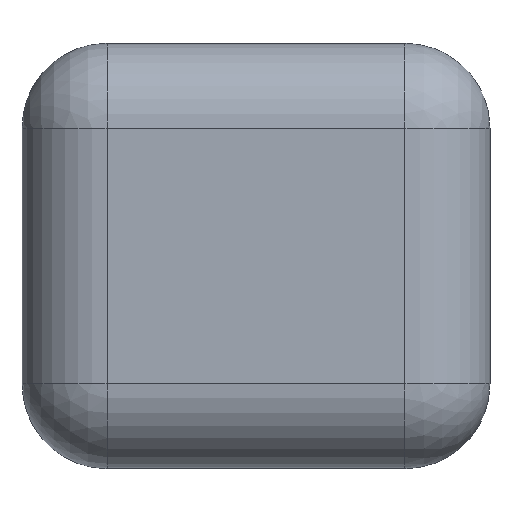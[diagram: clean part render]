
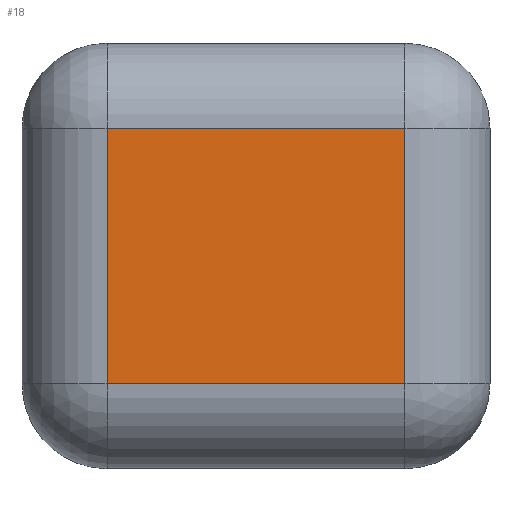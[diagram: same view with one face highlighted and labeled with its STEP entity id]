
A CAD part, left-side view. The second image highlights one B-rep face of the part: STEP entity #18.
In plain terms, the highlighted planar face has unit normal (-1, 0, 0).
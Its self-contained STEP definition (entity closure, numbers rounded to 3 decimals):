
#12 = ORIENTED_EDGE ( 'NONE', *, *, #182, .T. ) ;
#14 = EDGE_LOOP ( 'NONE', ( #12, #185, #188, #28 ) ) ;
#18 = ADVANCED_FACE ( 'NONE', ( #409 ), #390, .F. ) ;
#28 = ORIENTED_EDGE ( 'NONE', *, *, #29, .T. ) ;
#29 = EDGE_CURVE ( 'NONE', #30, #183, #471, .T. ) ;
#30 = VERTEX_POINT ( 'NONE', #467 ) ;
#182 = EDGE_CURVE ( 'NONE', #183, #184, #950, .T. ) ;
#183 = VERTEX_POINT ( 'NONE', #946 ) ;
#184 = VERTEX_POINT ( 'NONE', #945 ) ;
#185 = ORIENTED_EDGE ( 'NONE', *, *, #186, .T. ) ;
#186 = EDGE_CURVE ( 'NONE', #184, #187, #944, .T. ) ;
#187 = VERTEX_POINT ( 'NONE', #940 ) ;
#188 = ORIENTED_EDGE ( 'NONE', *, *, #1672, .T. ) ;
#390 = PLANE ( 'NONE',  #441 ) ;
#409 = FACE_OUTER_BOUND ( 'NONE', #14, .T. ) ;
#438 = DIRECTION ( 'NONE',  ( 0., 0., -1. ) ) ;
#439 = DIRECTION ( 'NONE',  ( 1., 0., 0. ) ) ;
#440 = CARTESIAN_POINT ( 'NONE',  ( -0.5, 0.55, 0.25 ) ) ;
#441 = AXIS2_PLACEMENT_3D ( 'NONE', #440, #439, #438 ) ;
#467 = CARTESIAN_POINT ( 'NONE',  ( -0.5, 0.1, -0.15 ) ) ;
#468 = DIRECTION ( 'NONE',  ( 0., 0., 1. ) ) ;
#469 = VECTOR ( 'NONE', #468, 1000. ) ;
#470 = CARTESIAN_POINT ( 'NONE',  ( -0.5, 0.1, 0.25 ) ) ;
#471 = LINE ( 'NONE', #470, #469 ) ;
#940 = CARTESIAN_POINT ( 'NONE',  ( -0.5, 0.45, -0.15 ) ) ;
#941 = DIRECTION ( 'NONE',  ( 0., 0., -1. ) ) ;
#942 = VECTOR ( 'NONE', #941, 1000. ) ;
#943 = CARTESIAN_POINT ( 'NONE',  ( -0.5, 0.45, 0.25 ) ) ;
#944 = LINE ( 'NONE', #943, #942 ) ;
#945 = CARTESIAN_POINT ( 'NONE',  ( -0.5, 0.45, 0.15 ) ) ;
#946 = CARTESIAN_POINT ( 'NONE',  ( -0.5, 0.1, 0.15 ) ) ;
#947 = DIRECTION ( 'NONE',  ( 0., 1., 0. ) ) ;
#948 = VECTOR ( 'NONE', #947, 1000. ) ;
#949 = CARTESIAN_POINT ( 'NONE',  ( -0.5, 0.55, 0.15 ) ) ;
#950 = LINE ( 'NONE', #949, #948 ) ;
#1602 = DIRECTION ( 'NONE',  ( 0., -1., 0. ) ) ;
#1603 = VECTOR ( 'NONE', #1602, 1000. ) ;
#1604 = CARTESIAN_POINT ( 'NONE',  ( -0.5, 0.55, -0.15 ) ) ;
#1605 = LINE ( 'NONE', #1604, #1603 ) ;
#1672 = EDGE_CURVE ( 'NONE', #187, #30, #1605, .T. ) ;
